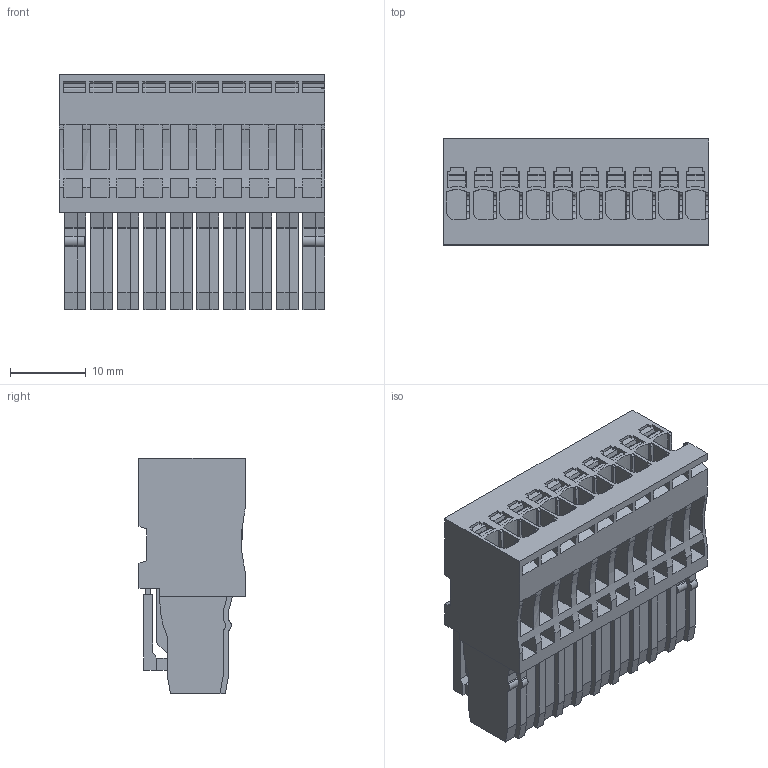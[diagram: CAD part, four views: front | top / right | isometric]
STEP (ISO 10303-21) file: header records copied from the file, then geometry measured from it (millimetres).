
FILE_DESCRIPTION(('CATIA V5R24 STEP','CAx-IF Rec.Pracs.--- Model Styling and Organization---1.2---2011-12-15'),'2;1');
FILE_NAME ('D1462759_0', '2017-02-15T07:04:54+00:00', ('Weidmueller Interface'), ('Weidmueller'), 'CATIA Version 5-6 Release 2014 SP4 HF52', 'CATIA V5 STEP AP214', 'none');
FILE_SCHEMA(('AUTOMOTIVE_DESIGN { 1 0 10303 214 1 1 1 1 }'));
Products named in the file (1): v5-standard_part
Bounding box: 35 x 14 x 31.15 mm (x, y, z)
Volume: 9445.8 mm3; surface area: 12208.9 mm2
Topology: 11 solids, 72 shells, 2543 faces, 7033 edges, 4692 vertices
Faces by surface type: plane 1915, cylinder 628
Entity records: 75373 total; most frequent: CARTESIAN_POINT 14541, ORIENTED_EDGE 14066, DIRECTION 9957, EDGE_CURVE 7033, VECTOR 5675, LINE 5675, VERTEX_POINT 4692, AXIS2_PLACEMENT_3D 2754
